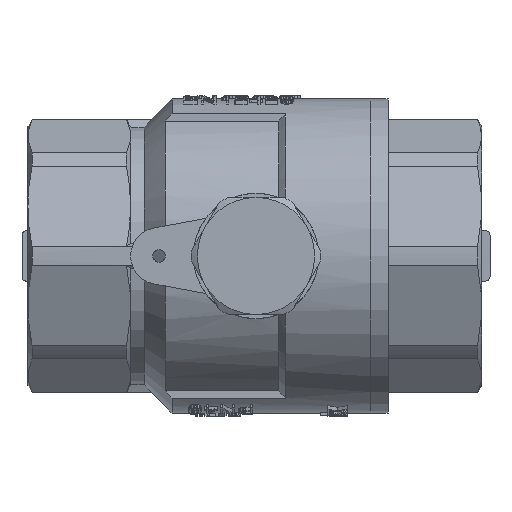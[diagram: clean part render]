
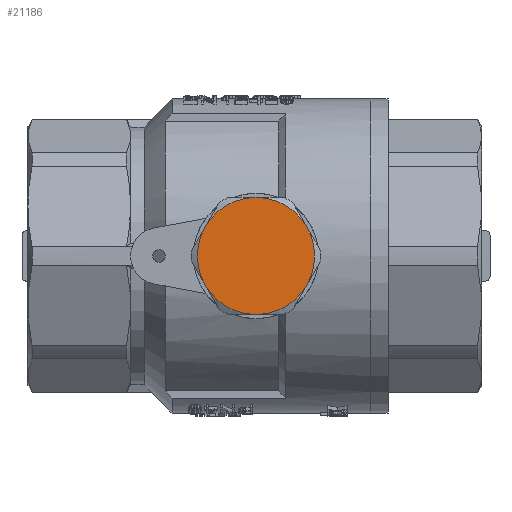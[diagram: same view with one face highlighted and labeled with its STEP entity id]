
A CAD part, front view. The second image highlights one B-rep face of the part: STEP entity #21186.
In plain terms, the highlighted planar face has unit normal (0, -1, 0).
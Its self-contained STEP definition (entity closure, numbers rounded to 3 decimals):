
#2868=LINE('',#41933,#4117);
#2869=LINE('',#41937,#4118);
#2870=LINE('',#41941,#4119);
#2871=LINE('',#41945,#4120);
#2872=LINE('',#41949,#4121);
#2873=LINE('',#41953,#4122);
#4117=VECTOR('',#31164,1000.);
#4118=VECTOR('',#31167,1000.);
#4119=VECTOR('',#31170,1000.);
#4120=VECTOR('',#31173,1000.);
#4121=VECTOR('',#31176,1000.);
#4122=VECTOR('',#31179,1000.);
#10360=ORIENTED_EDGE('',*,*,#13693,.F.);
#10361=ORIENTED_EDGE('',*,*,#13694,.F.);
#10362=ORIENTED_EDGE('',*,*,#13695,.F.);
#10363=ORIENTED_EDGE('',*,*,#13696,.F.);
#10364=ORIENTED_EDGE('',*,*,#13697,.F.);
#10365=ORIENTED_EDGE('',*,*,#13698,.F.);
#10366=ORIENTED_EDGE('',*,*,#13699,.F.);
#10367=ORIENTED_EDGE('',*,*,#13700,.F.);
#10368=ORIENTED_EDGE('',*,*,#13701,.F.);
#10369=ORIENTED_EDGE('',*,*,#13702,.F.);
#10370=ORIENTED_EDGE('',*,*,#13703,.F.);
#10371=ORIENTED_EDGE('',*,*,#13704,.F.);
#13693=EDGE_CURVE('',#15874,#15875,#16369,.T.);
#13694=EDGE_CURVE('',#15876,#15874,#2868,.T.);
#13695=EDGE_CURVE('',#15877,#15876,#16370,.T.);
#13696=EDGE_CURVE('',#15878,#15877,#2869,.T.);
#13697=EDGE_CURVE('',#15879,#15878,#16371,.T.);
#13698=EDGE_CURVE('',#15880,#15879,#2870,.T.);
#13699=EDGE_CURVE('',#15881,#15880,#16372,.T.);
#13700=EDGE_CURVE('',#15882,#15881,#2871,.T.);
#13701=EDGE_CURVE('',#15883,#15882,#16373,.T.);
#13702=EDGE_CURVE('',#15884,#15883,#2872,.T.);
#13703=EDGE_CURVE('',#15885,#15884,#16374,.T.);
#13704=EDGE_CURVE('',#15875,#15885,#2873,.T.);
#15874=VERTEX_POINT('',#41931);
#15875=VERTEX_POINT('',#41932);
#15876=VERTEX_POINT('',#41934);
#15877=VERTEX_POINT('',#41936);
#15878=VERTEX_POINT('',#41938);
#15879=VERTEX_POINT('',#41940);
#15880=VERTEX_POINT('',#41942);
#15881=VERTEX_POINT('',#41944);
#15882=VERTEX_POINT('',#41946);
#15883=VERTEX_POINT('',#41948);
#15884=VERTEX_POINT('',#41950);
#15885=VERTEX_POINT('',#41952);
#16369=CIRCLE('',#24195,7.005);
#16370=CIRCLE('',#24196,7.005);
#16371=CIRCLE('',#24197,7.005);
#16372=CIRCLE('',#24198,7.005);
#16373=CIRCLE('',#24199,7.005);
#16374=CIRCLE('',#24200,7.005);
#17661=EDGE_LOOP('',(#10360,#10361,#10362,#10363,#10364,#10365,#10366,#10367,
#10368,#10369,#10370,#10371));
#19002=FACE_BOUND('',#17661,.T.);
#20049=PLANE('',#24194);
#21186=ADVANCED_FACE('',(#19002),#20049,.T.);
#24194=AXIS2_PLACEMENT_3D('',#41929,#31160,#31161);
#24195=AXIS2_PLACEMENT_3D('',#41930,#31162,#31163);
#24196=AXIS2_PLACEMENT_3D('',#41935,#31165,#31166);
#24197=AXIS2_PLACEMENT_3D('',#41939,#31168,#31169);
#24198=AXIS2_PLACEMENT_3D('',#41943,#31171,#31172);
#24199=AXIS2_PLACEMENT_3D('',#41947,#31174,#31175);
#24200=AXIS2_PLACEMENT_3D('',#41951,#31177,#31178);
#31160=DIRECTION('',(0.,-1.,0.));
#31161=DIRECTION('',(0.,0.,-1.));
#31162=DIRECTION('',(0.,1.,0.));
#31163=DIRECTION('',(1.,0.,0.));
#31164=DIRECTION('',(0.5,0.,-0.866));
#31165=DIRECTION('',(0.,1.,0.));
#31166=DIRECTION('',(1.,0.,0.));
#31167=DIRECTION('',(1.,0.,0.));
#31168=DIRECTION('',(0.,1.,0.));
#31169=DIRECTION('',(1.,0.,0.));
#31170=DIRECTION('',(0.5,0.,0.866));
#31171=DIRECTION('',(0.,1.,0.));
#31172=DIRECTION('',(1.,0.,0.));
#31173=DIRECTION('',(-0.5,0.,0.866));
#31174=DIRECTION('',(0.,1.,0.));
#31175=DIRECTION('',(1.,0.,0.));
#31176=DIRECTION('',(-1.,0.,0.));
#31177=DIRECTION('',(0.,1.,0.));
#31178=DIRECTION('',(1.,0.,0.));
#31179=DIRECTION('',(-0.5,0.,-0.866));
#41929=CARTESIAN_POINT('',(3.875,-36.8,0.));
#41930=CARTESIAN_POINT('',(0.,-36.8,0.));
#41931=CARTESIAN_POINT('',(6.197,-36.8,3.266));
#41932=CARTESIAN_POINT('',(6.197,-36.8,-3.266));
#41933=CARTESIAN_POINT('',(8.083,-36.8,0.));
#41934=CARTESIAN_POINT('',(5.927,-36.8,3.734));
#41935=CARTESIAN_POINT('',(0.,-36.8,0.));
#41936=CARTESIAN_POINT('',(0.27,-36.8,7.));
#41937=CARTESIAN_POINT('',(0.,-36.8,7.));
#41938=CARTESIAN_POINT('',(-0.27,-36.8,7.));
#41939=CARTESIAN_POINT('',(0.,-36.8,0.));
#41940=CARTESIAN_POINT('',(-5.927,-36.8,3.734));
#41941=CARTESIAN_POINT('',(-8.083,-36.8,0.));
#41942=CARTESIAN_POINT('',(-6.197,-36.8,3.266));
#41943=CARTESIAN_POINT('',(0.,-36.8,0.));
#41944=CARTESIAN_POINT('',(-6.197,-36.8,-3.266));
#41945=CARTESIAN_POINT('',(-8.083,-36.8,0.));
#41946=CARTESIAN_POINT('',(-5.927,-36.8,-3.734));
#41947=CARTESIAN_POINT('',(0.,-36.8,0.));
#41948=CARTESIAN_POINT('',(-0.27,-36.8,-7.));
#41949=CARTESIAN_POINT('',(0.,-36.8,-7.));
#41950=CARTESIAN_POINT('',(0.27,-36.8,-7.));
#41951=CARTESIAN_POINT('',(0.,-36.8,0.));
#41952=CARTESIAN_POINT('',(5.927,-36.8,-3.734));
#41953=CARTESIAN_POINT('',(8.083,-36.8,0.));
